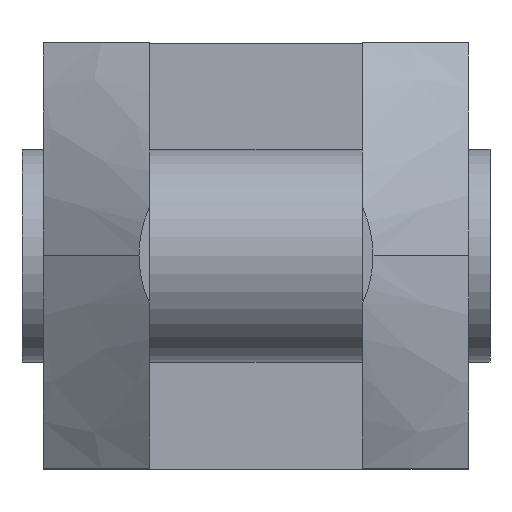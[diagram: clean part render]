
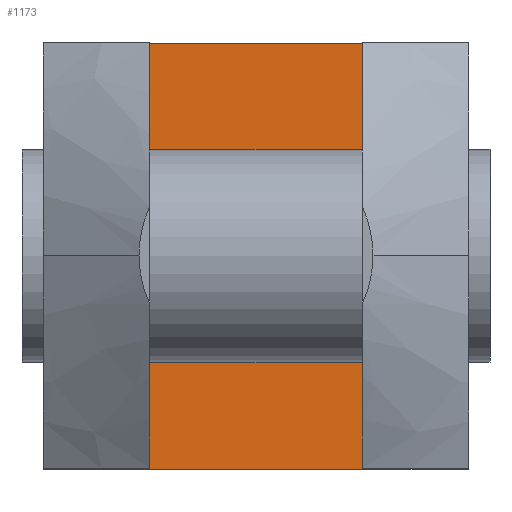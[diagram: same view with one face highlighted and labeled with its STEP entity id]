
A CAD part, top view. The second image highlights one B-rep face of the part: STEP entity #1173.
In plain terms, the highlighted planar face has unit normal (0, 0, 1).
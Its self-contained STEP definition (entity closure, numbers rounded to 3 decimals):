
#490=CARTESIAN_POINT('',(-4.375,0.,20.));
#491=VERTEX_POINT('',#490);
#500=CARTESIAN_POINT('',(4.375,0.,20.));
#501=VERTEX_POINT('',#500);
#502=CARTESIAN_POINT('',(0.0,0.0,20.));
#503=DIRECTION('',(0.0,0.0,-1.0));
#504=DIRECTION('',(-1.0,0.0,0.0));
#505=AXIS2_PLACEMENT_3D('',#502,#503,#504);
#506=CIRCLE('',#505,4.375);
#507=EDGE_CURVE('',#501,#491,#506,.T.);
#654=CARTESIAN_POINT('',(0.0,0.0,20.));
#655=DIRECTION('',(0.0,0.0,-1.0));
#656=DIRECTION('',(-1.0,0.0,0.0));
#657=AXIS2_PLACEMENT_3D('',#654,#655,#656);
#658=CIRCLE('',#657,4.375);
#659=EDGE_CURVE('',#491,#501,#658,.T.);
#909=CARTESIAN_POINT('',(-5.,10.0,20.));
#910=VERTEX_POINT('',#909);
#917=CARTESIAN_POINT('',(5.,10.0,20.));
#918=VERTEX_POINT('',#917);
#919=CARTESIAN_POINT('',(-5.,10.0,20.));
#920=DIRECTION('',(1.0,0.0,0.0));
#921=VECTOR('',#920,10.);
#922=LINE('',#919,#921);
#923=EDGE_CURVE('',#910,#918,#922,.T.);
#1075=CARTESIAN_POINT('',(5.,-10.,20.));
#1076=VERTEX_POINT('',#1075);
#1083=CARTESIAN_POINT('',(-5.,-10.,20.));
#1084=VERTEX_POINT('',#1083);
#1085=CARTESIAN_POINT('',(5.,-10.,20.));
#1086=DIRECTION('',(-1.0,0.0,0.0));
#1087=VECTOR('',#1086,10.);
#1088=LINE('',#1085,#1087);
#1089=EDGE_CURVE('',#1076,#1084,#1088,.T.);
#1109=CARTESIAN_POINT('',(5.,-10.,20.));
#1110=DIRECTION('',(0.0,1.0,0.0));
#1111=VECTOR('',#1110,20.0);
#1112=LINE('',#1109,#1111);
#1113=EDGE_CURVE('',#1076,#918,#1112,.T.);
#1137=CARTESIAN_POINT('',(-5.,10.0,20.));
#1138=DIRECTION('',(0.0,-1.0,0.0));
#1139=VECTOR('',#1138,20.0);
#1140=LINE('',#1137,#1139);
#1141=EDGE_CURVE('',#910,#1084,#1140,.T.);
#1158=CARTESIAN_POINT('',(0.,0.,20.));
#1159=DIRECTION('',(0.0,0.0,1.0));
#1160=DIRECTION('',(1.0,0.0,0.0));
#1161=AXIS2_PLACEMENT_3D('',#1158,#1159,#1160);
#1162=PLANE('',#1161);
#1163=ORIENTED_EDGE('',*,*,#1089,.F.);
#1164=ORIENTED_EDGE('',*,*,#1113,.T.);
#1165=ORIENTED_EDGE('',*,*,#923,.F.);
#1166=ORIENTED_EDGE('',*,*,#1141,.T.);
#1167=EDGE_LOOP('',(#1163,#1164,#1165,#1166));
#1168=FACE_OUTER_BOUND('',#1167,.T.);
#1169=ORIENTED_EDGE('',*,*,#507,.T.);
#1170=ORIENTED_EDGE('',*,*,#659,.T.);
#1171=EDGE_LOOP('',(#1169,#1170));
#1172=FACE_BOUND('',#1171,.T.);
#1173=ADVANCED_FACE('',(#1168,#1172),#1162,.T.);
